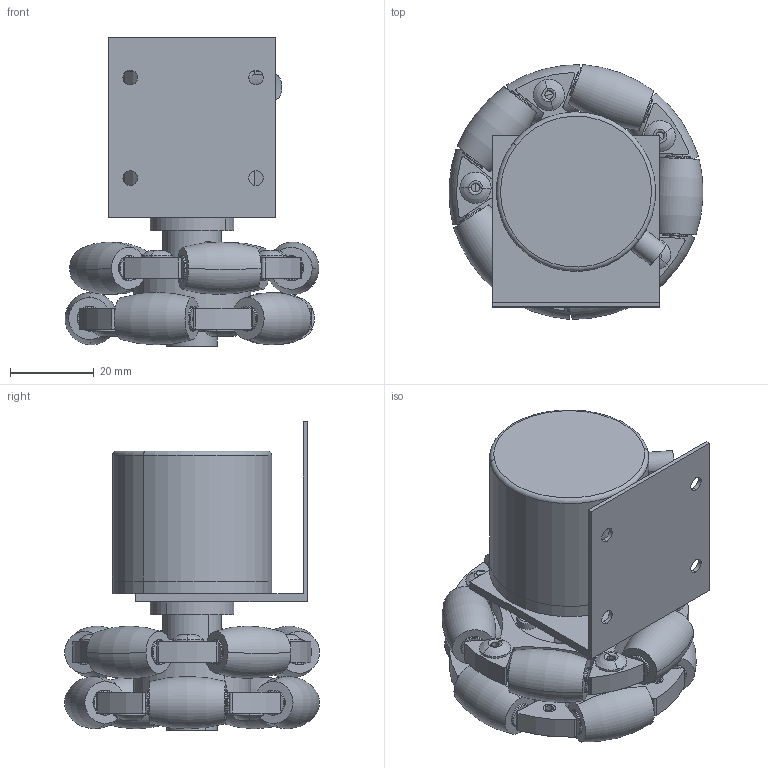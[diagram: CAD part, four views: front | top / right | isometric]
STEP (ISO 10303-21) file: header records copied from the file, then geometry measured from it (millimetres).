
FILE_DESCRIPTION (( 'STEP AP203' ), '1' );
FILE_NAME ('rotary_encoder_bracket_omniwheel.STEP', '2023-03-15T11:22:38', ( '' ), ( '' ), 'SwSTEP 2.0', 'SolidWorks 2021', '' );
FILE_SCHEMA (( 'CONFIG_CONTROL_DESIGN' ));
Length unit declared in the file: millimetre
Products named in the file (10): BasePlacer.STEP; Rivet.STEP; RubberWheel.STEP; ShaftConnector.STEP; M3HexNut.STEP; ga_do - Copy; WheelAsm.STEP; WheelBase.STEP; rotary_encoder_bracket_omniwheel; LPD3806-600BM-G5-24C
Assembly tree (33 placements, depth 3):
  rotary_encoder_bracket_omniwheel
    ga_do - Copy
    LPD3806-600BM-G5-24C
    WheelAsm.STEP
      WheelBase.STEP  x2
      BasePlacer.STEP
      RubberWheel.STEP  x10
      Rivet.STEP  x10
      ShaftConnector.STEP
      M3HexNut.STEP  x6
Bounding box: 60.56 x 60.82 x 73.6 mm (x, y, z)
Volume: 81858.3 mm3; surface area: 43717.6 mm2
Topology: 36 solids, 36 shells, 725 faces, 1662 edges, 1054 vertices
Faces by surface type: cylinder 376, plane 217, torus 82, cone 24, sphere 20, bspline 6
Entity records: 10708 total; most frequent: CARTESIAN_POINT 2138, DIRECTION 1594, ORIENTED_EDGE 1312, AXIS2_PLACEMENT_3D 666, EDGE_CURVE 656, VERTEX_POINT 430, CIRCLE 370, EDGE_LOOP 366
